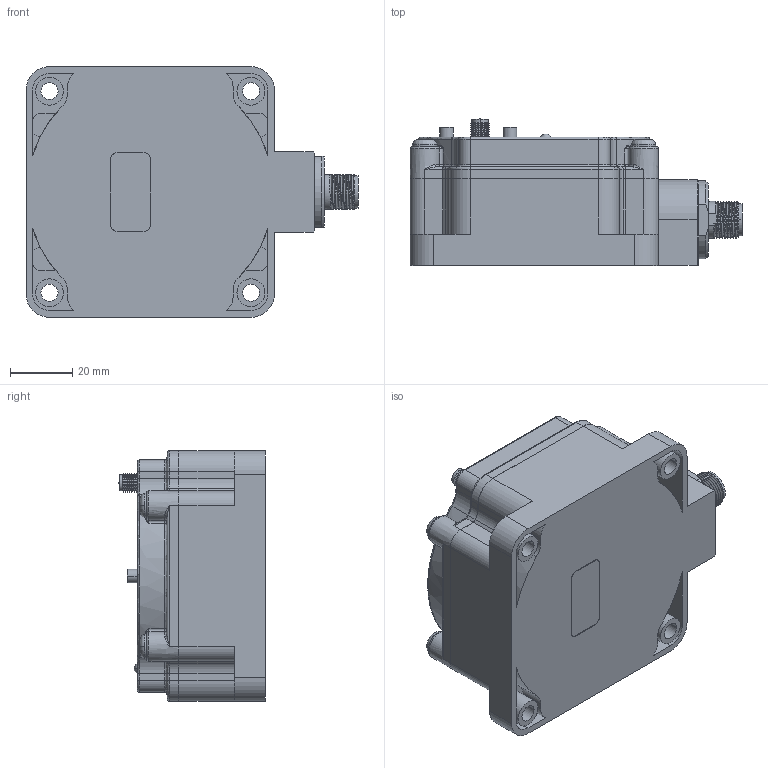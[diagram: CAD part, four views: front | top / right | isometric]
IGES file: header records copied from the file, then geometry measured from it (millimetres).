
Start section:  PTC IGES file: 144674.igs
Global section: file name: 144674.igs; native system: Pro/ENGINEER by Parametric Technology Corporation; preprocessor: 2006170; author: banengservice; organization: Unknown; date: 20081218.091059; units: inch
Bounding box: 107.09 x 47.5 x 80.85 mm (x, y, z)
Volume: 56814.4 mm3; surface area: 70219.7 mm2
Topology: 8 solids, 9 shells, 1197 faces, 2902 edges, 1796 vertices
Faces by surface type: revolution 752, bspline 445
